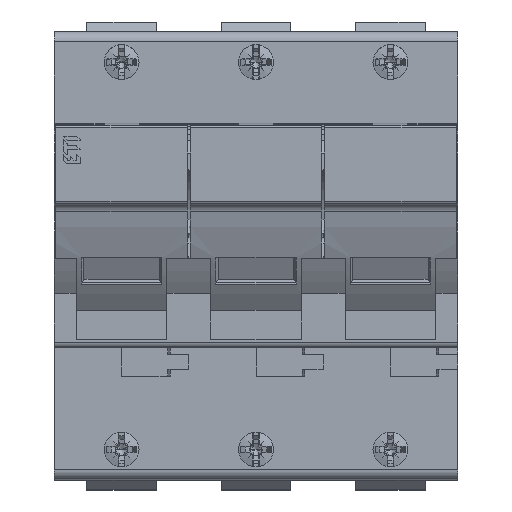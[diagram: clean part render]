
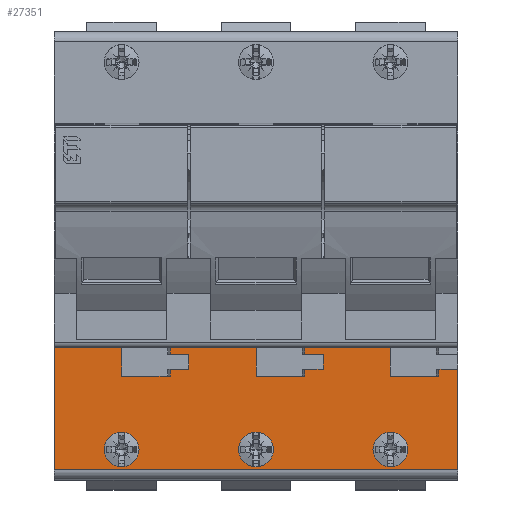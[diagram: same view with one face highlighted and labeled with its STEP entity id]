
A CAD part, top view. The second image highlights one B-rep face of the part: STEP entity #27351.
In plain terms, the highlighted planar face has unit normal (0, 0, 1).
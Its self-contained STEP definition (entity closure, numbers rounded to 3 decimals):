
#319=DIRECTION('',(0.,1.,0.));
#320=VECTOR('',#319,24.6);
#321=CARTESIAN_POINT('',(0.,-64.8,43.5));
#322=LINE('',#321,#320);
#2401=DIRECTION('',(1.,0.,0.));
#2402=VECTOR('',#2401,81.);
#2403=CARTESIAN_POINT('',(0.,-64.8,43.5));
#2404=LINE('',#2403,#2402);
#2431=DIRECTION('',(-1.,0.,0.));
#2432=VECTOR('',#2431,3.75);
#2433=CARTESIAN_POINT('',(54.,-44.6,43.5));
#2434=LINE('',#2433,#2432);
#2438=DIRECTION('',(-1.,0.,0.));
#2439=VECTOR('',#2438,3.75);
#2440=CARTESIAN_POINT('',(54.,-41.6,43.5));
#2441=LINE('',#2440,#2439);
#2445=DIRECTION('',(1.,0.,0.));
#2446=VECTOR('',#2445,9.75);
#2447=CARTESIAN_POINT('',(67.5,-46.,43.5));
#2448=LINE('',#2447,#2446);
#2452=DIRECTION('',(-1.,0.,0.));
#2453=VECTOR('',#2452,3.75);
#2454=CARTESIAN_POINT('',(81.,-44.6,43.5));
#2455=LINE('',#2454,#2453);
#2459=DIRECTION('',(1.,0.,0.));
#2460=VECTOR('',#2459,13.5);
#2461=CARTESIAN_POINT('',(0.,-40.2,43.5));
#2462=LINE('',#2461,#2460);
#2466=DIRECTION('',(1.,0.,0.));
#2467=VECTOR('',#2466,9.75);
#2468=CARTESIAN_POINT('',(13.5,-46.,43.5));
#2469=LINE('',#2468,#2467);
#2473=DIRECTION('',(-1.,0.,0.));
#2474=VECTOR('',#2473,3.75);
#2475=CARTESIAN_POINT('',(27.,-44.6,43.5));
#2476=LINE('',#2475,#2474);
#2480=DIRECTION('',(-1.,0.,0.));
#2481=VECTOR('',#2480,3.75);
#2482=CARTESIAN_POINT('',(27.,-41.6,43.5));
#2483=LINE('',#2482,#2481);
#2487=DIRECTION('',(1.,0.,0.));
#2488=VECTOR('',#2487,9.75);
#2489=CARTESIAN_POINT('',(40.5,-46.,43.5));
#2490=LINE('',#2489,#2488);
#2494=CARTESIAN_POINT('',(67.5,-60.7,43.5));
#2495=DIRECTION('',(0.,0.,1.));
#2496=DIRECTION('',(0.,1.,0.));
#2497=AXIS2_PLACEMENT_3D('',#2494,#2495,#2496);
#2502=CARTESIAN_POINT('',(67.5,-60.7,43.5));
#2503=DIRECTION('',(0.,0.,1.));
#2504=DIRECTION('',(0.,-1.,0.));
#2505=AXIS2_PLACEMENT_3D('',#2502,#2503,#2504);
#2510=CARTESIAN_POINT('',(40.5,-60.7,43.5));
#2511=DIRECTION('',(0.,0.,1.));
#2512=DIRECTION('',(0.,1.,0.));
#2513=AXIS2_PLACEMENT_3D('',#2510,#2511,#2512);
#2518=CARTESIAN_POINT('',(40.5,-60.7,43.5));
#2519=DIRECTION('',(0.,0.,1.));
#2520=DIRECTION('',(0.,-1.,0.));
#2521=AXIS2_PLACEMENT_3D('',#2518,#2519,#2520);
#2526=CARTESIAN_POINT('',(13.5,-60.7,43.5));
#2527=DIRECTION('',(0.,0.,1.));
#2528=DIRECTION('',(0.,1.,0.));
#2529=AXIS2_PLACEMENT_3D('',#2526,#2527,#2528);
#2534=CARTESIAN_POINT('',(13.5,-60.7,43.5));
#2535=DIRECTION('',(0.,0.,1.));
#2536=DIRECTION('',(0.,-1.,0.));
#2537=AXIS2_PLACEMENT_3D('',#2534,#2535,#2536);
#2563=DIRECTION('',(0.,1.,0.));
#2564=VECTOR('',#2563,3.);
#2565=CARTESIAN_POINT('',(54.,-44.6,43.5));
#2566=LINE('',#2565,#2564);
#2626=DIRECTION('',(0.,1.,0.));
#2627=VECTOR('',#2626,1.4);
#2628=CARTESIAN_POINT('',(50.25,-46.,43.5));
#2629=LINE('',#2628,#2627);
#2675=DIRECTION('',(0.,-1.,0.));
#2676=VECTOR('',#2675,5.8);
#2677=CARTESIAN_POINT('',(40.5,-40.2,43.5));
#2678=LINE('',#2677,#2676);
#2696=DIRECTION('',(-1.,0.,0.));
#2697=VECTOR('',#2696,17.25);
#2698=CARTESIAN_POINT('',(67.5,-40.2,43.5));
#2699=LINE('',#2698,#2697);
#2710=DIRECTION('',(-1.,0.,0.));
#2711=VECTOR('',#2710,17.25);
#2712=CARTESIAN_POINT('',(40.5,-40.2,43.5));
#2713=LINE('',#2712,#2711);
#6083=DIRECTION('',(0.,-1.,0.));
#6084=VECTOR('',#6083,20.2);
#6085=CARTESIAN_POINT('',(81.,-44.6,43.5));
#6086=LINE('',#6085,#6084);
#10007=DIRECTION('',(0.,-1.,0.));
#10008=VECTOR('',#10007,5.8);
#10009=CARTESIAN_POINT('',(67.5,-40.2,43.5));
#10010=LINE('',#10009,#10008);
#10021=DIRECTION('',(0.,1.,0.));
#10022=VECTOR('',#10021,1.4);
#10023=CARTESIAN_POINT('',(77.25,-46.,43.5));
#10024=LINE('',#10023,#10022);
#11148=DIRECTION('',(0.,-1.,0.));
#11149=VECTOR('',#11148,1.4);
#11150=CARTESIAN_POINT('',(50.25,-40.2,43.5));
#11151=LINE('',#11150,#11149);
#11183=DIRECTION('',(0.,-1.,0.));
#11184=VECTOR('',#11183,1.4);
#11185=CARTESIAN_POINT('',(23.25,-40.2,43.5));
#11186=LINE('',#11185,#11184);
#11218=DIRECTION('',(0.,1.,0.));
#11219=VECTOR('',#11218,3.);
#11220=CARTESIAN_POINT('',(27.,-44.6,43.5));
#11221=LINE('',#11220,#11219);
#11288=DIRECTION('',(0.,1.,0.));
#11289=VECTOR('',#11288,1.4);
#11290=CARTESIAN_POINT('',(23.25,-46.,43.5));
#11291=LINE('',#11290,#11289);
#11337=DIRECTION('',(0.,-1.,0.));
#11338=VECTOR('',#11337,5.8);
#11339=CARTESIAN_POINT('',(13.5,-40.2,43.5));
#11340=LINE('',#11339,#11338);
#22256=CARTESIAN_POINT('',(0.,-40.2,43.5));
#22257=VERTEX_POINT('',#22256);
#22259=CARTESIAN_POINT('',(0.,-64.8,43.5));
#22261=VERTEX_POINT('',#22259);
#22728=CARTESIAN_POINT('',(23.25,-40.2,43.5));
#22729=CARTESIAN_POINT('',(23.25,-41.6,43.5));
#22730=VERTEX_POINT('',#22728);
#22731=VERTEX_POINT('',#22729);
#22736=CARTESIAN_POINT('',(23.25,-46.,43.5));
#22737=CARTESIAN_POINT('',(23.25,-44.6,43.5));
#22738=VERTEX_POINT('',#22736);
#22739=VERTEX_POINT('',#22737);
#22822=CARTESIAN_POINT('',(13.5,-40.2,43.5));
#22824=VERTEX_POINT('',#22822);
#22834=CARTESIAN_POINT('',(13.5,-46.,43.5));
#22835=VERTEX_POINT('',#22834);
#22836=CARTESIAN_POINT('',(13.5,-57.2,43.5));
#22837=CARTESIAN_POINT('',(13.5,-64.2,43.5));
#22838=VERTEX_POINT('',#22836);
#22839=VERTEX_POINT('',#22837);
#23598=CARTESIAN_POINT('',(81.,-64.8,43.5));
#23600=VERTEX_POINT('',#23598);
#23806=CARTESIAN_POINT('',(81.,-44.6,43.5));
#23807=VERTEX_POINT('',#23806);
#23816=CARTESIAN_POINT('',(77.25,-46.,43.5));
#23817=CARTESIAN_POINT('',(77.25,-44.6,43.5));
#23818=VERTEX_POINT('',#23816);
#23819=VERTEX_POINT('',#23817);
#23958=CARTESIAN_POINT('',(67.5,-40.2,43.5));
#23960=VERTEX_POINT('',#23958);
#23970=CARTESIAN_POINT('',(67.5,-46.,43.5));
#23971=VERTEX_POINT('',#23970);
#23972=CARTESIAN_POINT('',(67.5,-57.2,43.5));
#23973=CARTESIAN_POINT('',(67.5,-64.2,43.5));
#23974=VERTEX_POINT('',#23972);
#23975=VERTEX_POINT('',#23973);
#24640=CARTESIAN_POINT('',(27.,-41.6,43.5));
#24641=VERTEX_POINT('',#24640);
#24642=CARTESIAN_POINT('',(27.,-44.6,43.5));
#24643=VERTEX_POINT('',#24642);
#24846=CARTESIAN_POINT('',(50.25,-40.2,43.5));
#24847=CARTESIAN_POINT('',(50.25,-41.6,43.5));
#24848=VERTEX_POINT('',#24846);
#24849=VERTEX_POINT('',#24847);
#24854=CARTESIAN_POINT('',(50.25,-46.,43.5));
#24855=CARTESIAN_POINT('',(50.25,-44.6,43.5));
#24856=VERTEX_POINT('',#24854);
#24857=VERTEX_POINT('',#24855);
#24964=CARTESIAN_POINT('',(54.,-41.6,43.5));
#24965=VERTEX_POINT('',#24964);
#24966=CARTESIAN_POINT('',(54.,-44.6,43.5));
#24967=VERTEX_POINT('',#24966);
#24968=CARTESIAN_POINT('',(40.5,-40.2,43.5));
#24970=VERTEX_POINT('',#24968);
#24974=CARTESIAN_POINT('',(40.5,-46.,43.5));
#24975=VERTEX_POINT('',#24974);
#24978=CARTESIAN_POINT('',(40.5,-57.2,43.5));
#24979=CARTESIAN_POINT('',(40.5,-64.2,43.5));
#24980=VERTEX_POINT('',#24978);
#24981=VERTEX_POINT('',#24979);
#27280=CARTESIAN_POINT('',(13.5,-40.2,43.5));
#27281=DIRECTION('',(0.,0.,1.));
#27282=DIRECTION('',(0.,-1.,0.));
#27283=AXIS2_PLACEMENT_3D('',#27280,#27281,#27282);
#27284=PLANE('',#27283);
#27286=ORIENTED_EDGE('',*,*,#27285,.F.);
#27288=ORIENTED_EDGE('',*,*,#27287,.T.);
#27290=ORIENTED_EDGE('',*,*,#27289,.T.);
#27292=ORIENTED_EDGE('',*,*,#27291,.F.);
#27294=ORIENTED_EDGE('',*,*,#27293,.F.);
#27296=ORIENTED_EDGE('',*,*,#27295,.T.);
#27298=ORIENTED_EDGE('',*,*,#27297,.T.);
#27300=ORIENTED_EDGE('',*,*,#27299,.T.);
#27302=ORIENTED_EDGE('',*,*,#27301,.F.);
#27304=ORIENTED_EDGE('',*,*,#27303,.T.);
#27305=ORIENTED_EDGE('',*,*,#27271,.F.);
#27306=ORIENTED_EDGE('',*,*,#26015,.T.);
#27308=ORIENTED_EDGE('',*,*,#27307,.T.);
#27310=ORIENTED_EDGE('',*,*,#27309,.T.);
#27312=ORIENTED_EDGE('',*,*,#27311,.T.);
#27314=ORIENTED_EDGE('',*,*,#27313,.T.);
#27316=ORIENTED_EDGE('',*,*,#27315,.F.);
#27318=ORIENTED_EDGE('',*,*,#27317,.T.);
#27320=ORIENTED_EDGE('',*,*,#27319,.T.);
#27322=ORIENTED_EDGE('',*,*,#27321,.F.);
#27324=ORIENTED_EDGE('',*,*,#27323,.F.);
#27326=ORIENTED_EDGE('',*,*,#27325,.T.);
#27328=ORIENTED_EDGE('',*,*,#27327,.T.);
#27330=ORIENTED_EDGE('',*,*,#27329,.T.);
#27331=EDGE_LOOP('',(#27286,#27288,#27290,#27292,#27294,#27296,#27298,#27300,
#27302,#27304,#27305,#27306,#27308,#27310,#27312,#27314,#27316,#27318,#27320,
#27322,#27324,#27326,#27328,#27330));
#27332=FACE_OUTER_BOUND('',#27331,.F.);
#27334=ORIENTED_EDGE('',*,*,#27333,.T.);
#27336=ORIENTED_EDGE('',*,*,#27335,.T.);
#27337=EDGE_LOOP('',(#27334,#27336));
#27338=FACE_BOUND('',#27337,.F.);
#27340=ORIENTED_EDGE('',*,*,#27339,.T.);
#27342=ORIENTED_EDGE('',*,*,#27341,.T.);
#27343=EDGE_LOOP('',(#27340,#27342));
#27344=FACE_BOUND('',#27343,.F.);
#27346=ORIENTED_EDGE('',*,*,#27345,.T.);
#27348=ORIENTED_EDGE('',*,*,#27347,.T.);
#27349=EDGE_LOOP('',(#27346,#27348));
#27350=FACE_BOUND('',#27349,.F.);
#2498=CIRCLE('',#2497,3.5);
#2506=CIRCLE('',#2505,3.5);
#2514=CIRCLE('',#2513,3.5);
#2522=CIRCLE('',#2521,3.5);
#2530=CIRCLE('',#2529,3.5);
#2538=CIRCLE('',#2537,3.5);
#26015=EDGE_CURVE('',#22261,#22257,#322,.T.);
#27271=EDGE_CURVE('',#22261,#23600,#2404,.T.);
#27285=EDGE_CURVE('',#24967,#24857,#2434,.T.);
#27287=EDGE_CURVE('',#24967,#24965,#2566,.T.);
#27289=EDGE_CURVE('',#24965,#24849,#2441,.T.);
#27291=EDGE_CURVE('',#24848,#24849,#11151,.T.);
#27293=EDGE_CURVE('',#23960,#24848,#2699,.T.);
#27295=EDGE_CURVE('',#23960,#23971,#10010,.T.);
#27297=EDGE_CURVE('',#23971,#23818,#2448,.T.);
#27299=EDGE_CURVE('',#23818,#23819,#10024,.T.);
#27301=EDGE_CURVE('',#23807,#23819,#2455,.T.);
#27303=EDGE_CURVE('',#23807,#23600,#6086,.T.);
#27307=EDGE_CURVE('',#22257,#22824,#2462,.T.);
#27309=EDGE_CURVE('',#22824,#22835,#11340,.T.);
#27311=EDGE_CURVE('',#22835,#22738,#2469,.T.);
#27313=EDGE_CURVE('',#22738,#22739,#11291,.T.);
#27315=EDGE_CURVE('',#24643,#22739,#2476,.T.);
#27317=EDGE_CURVE('',#24643,#24641,#11221,.T.);
#27319=EDGE_CURVE('',#24641,#22731,#2483,.T.);
#27321=EDGE_CURVE('',#22730,#22731,#11186,.T.);
#27323=EDGE_CURVE('',#24970,#22730,#2713,.T.);
#27325=EDGE_CURVE('',#24970,#24975,#2678,.T.);
#27327=EDGE_CURVE('',#24975,#24856,#2490,.T.);
#27329=EDGE_CURVE('',#24856,#24857,#2629,.T.);
#27333=EDGE_CURVE('',#23974,#23975,#2498,.T.);
#27335=EDGE_CURVE('',#23975,#23974,#2506,.T.);
#27339=EDGE_CURVE('',#24980,#24981,#2514,.T.);
#27341=EDGE_CURVE('',#24981,#24980,#2522,.T.);
#27345=EDGE_CURVE('',#22838,#22839,#2530,.T.);
#27347=EDGE_CURVE('',#22839,#22838,#2538,.T.);
#27351=ADVANCED_FACE('',(#27332,#27338,#27344,#27350),#27284,.T.);
